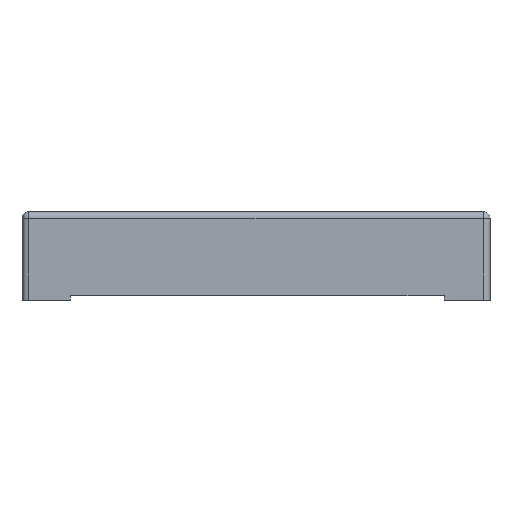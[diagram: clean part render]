
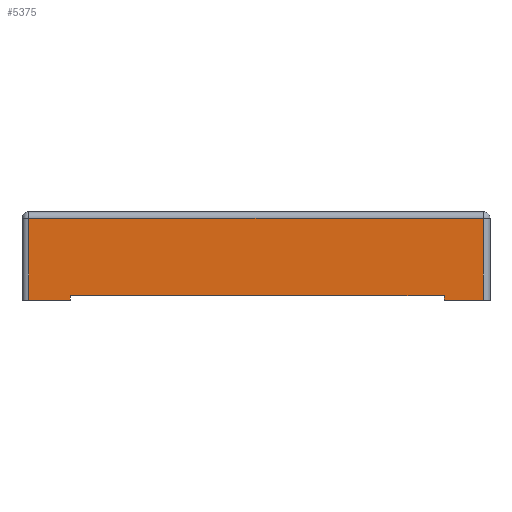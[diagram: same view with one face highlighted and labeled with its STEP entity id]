
A CAD part, front view. The second image highlights one B-rep face of the part: STEP entity #5375.
In plain terms, the highlighted planar face has unit normal (0, -1, 0).
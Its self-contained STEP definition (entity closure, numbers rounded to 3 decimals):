
#255=PLANE('',#5708);
#545=FACE_OUTER_BOUND('',#885,.T.);
#885=EDGE_LOOP('',(#4924,#4925,#4926,#4927,#4928,#4929,#4930,#4931));
#1625=LINE('',#15999,#2082);
#1635=LINE('',#16022,#2092);
#1650=LINE('',#16056,#2107);
#1652=LINE('',#16062,#2109);
#1662=LINE('',#16105,#2119);
#1664=LINE('',#16108,#2121);
#1667=LINE('',#16136,#2124);
#1669=LINE('',#16139,#2126);
#2082=VECTOR('',#6643,10.);
#2092=VECTOR('',#6661,10.);
#2107=VECTOR('',#6686,10.);
#2109=VECTOR('',#6694,10.);
#2119=VECTOR('',#6720,10.);
#2121=VECTOR('',#6724,10.);
#2124=VECTOR('',#6771,10.);
#2126=VECTOR('',#6775,10.);
#2609=VERTEX_POINT('',#15996);
#2610=VERTEX_POINT('',#15998);
#2616=VERTEX_POINT('',#16015);
#2619=VERTEX_POINT('',#16020);
#2632=VERTEX_POINT('',#16053);
#2633=VERTEX_POINT('',#16055);
#2639=VERTEX_POINT('',#16104);
#2642=VERTEX_POINT('',#16132);
#3350=EDGE_CURVE('',#2610,#2609,#1625,.T.);
#3362=EDGE_CURVE('',#2619,#2616,#1635,.T.);
#3379=EDGE_CURVE('',#2633,#2632,#1650,.T.);
#3383=EDGE_CURVE('',#2609,#2616,#1652,.T.);
#3396=EDGE_CURVE('',#2639,#2610,#1662,.T.);
#3398=EDGE_CURVE('',#2632,#2639,#1664,.T.);
#3414=EDGE_CURVE('',#2633,#2642,#1667,.T.);
#3416=EDGE_CURVE('',#2642,#2619,#1669,.T.);
#4924=ORIENTED_EDGE('',*,*,#3379,.T.);
#4925=ORIENTED_EDGE('',*,*,#3398,.T.);
#4926=ORIENTED_EDGE('',*,*,#3396,.T.);
#4927=ORIENTED_EDGE('',*,*,#3350,.T.);
#4928=ORIENTED_EDGE('',*,*,#3383,.T.);
#4929=ORIENTED_EDGE('',*,*,#3362,.F.);
#4930=ORIENTED_EDGE('',*,*,#3416,.F.);
#4931=ORIENTED_EDGE('',*,*,#3414,.F.);
#5375=ADVANCED_FACE('',(#545),#255,.T.);
#5708=AXIS2_PLACEMENT_3D('',#16153,#6799,#6800);
#6643=DIRECTION('',(0.,0.,-1.));
#6661=DIRECTION('',(0.,0.,-1.));
#6686=DIRECTION('',(1.,0.,0.));
#6694=DIRECTION('',(1.,0.,0.));
#6720=DIRECTION('',(1.,0.,0.));
#6724=DIRECTION('',(0.,0.,1.));
#6771=DIRECTION('',(0.,0.,1.));
#6775=DIRECTION('',(1.,0.,0.));
#6799=DIRECTION('center_axis',(0.,-1.,0.));
#6800=DIRECTION('ref_axis',(1.,0.,0.));
#15996=CARTESIAN_POINT('',(56.25,-44.098,14.84));
#15998=CARTESIAN_POINT('',(56.25,-44.098,16.25));
#15999=CARTESIAN_POINT('',(56.25,-44.098,11.795));
#16015=CARTESIAN_POINT('',(68.,-44.098,14.84));
#16020=CARTESIAN_POINT('',(68.,-44.098,39.34));
#16022=CARTESIAN_POINT('',(68.,-44.098,7.34));
#16053=CARTESIAN_POINT('',(-55.625,-44.098,14.84));
#16055=CARTESIAN_POINT('',(-68.101,-44.098,14.84));
#16056=CARTESIAN_POINT('',(-35.076,-44.098,14.84));
#16062=CARTESIAN_POINT('',(-35.076,-44.098,14.84));
#16104=CARTESIAN_POINT('',(-55.625,-44.098,16.25));
#16105=CARTESIAN_POINT('',(-62.863,-44.098,16.25));
#16108=CARTESIAN_POINT('',(-55.625,-44.098,10.233));
#16132=CARTESIAN_POINT('',(-68.101,-44.098,39.34));
#16136=CARTESIAN_POINT('',(-68.101,-44.098,7.34));
#16139=CARTESIAN_POINT('',(-35.076,-44.098,39.34));
#16153=CARTESIAN_POINT('Origin',(-70.101,-44.098,7.34));
